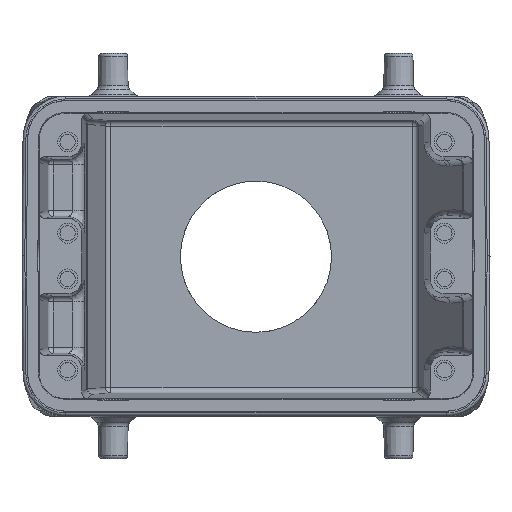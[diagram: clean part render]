
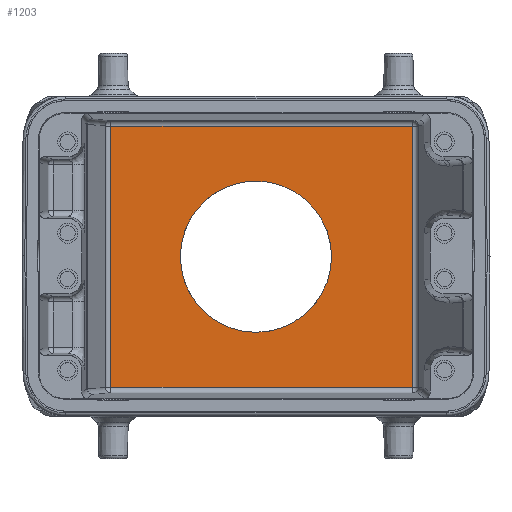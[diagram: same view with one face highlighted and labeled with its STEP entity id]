
A CAD part, top view. The second image highlights one B-rep face of the part: STEP entity #1203.
In plain terms, the highlighted planar face has unit normal (0, 0, 1).
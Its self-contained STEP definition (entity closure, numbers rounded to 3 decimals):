
#84=FACE_BOUND('',#2415,.T.);
#85=FACE_BOUND('',#2416,.T.);
#363=PLANE('',#9457);
#1203=ADVANCED_FACE('',(#84,#85),#363,.T.);
#2415=EDGE_LOOP('',(#4831,#4832));
#2416=EDGE_LOOP('',(#4833,#4834,#4835,#4836));
#2657=CIRCLE('',#9306,13.25);
#2658=CIRCLE('',#9310,13.25);
#4831=ORIENTED_EDGE('',*,*,#7048,.F.);
#4832=ORIENTED_EDGE('',*,*,#7056,.F.);
#4833=ORIENTED_EDGE('',*,*,#7273,.F.);
#4834=ORIENTED_EDGE('',*,*,#7182,.F.);
#4835=ORIENTED_EDGE('',*,*,#7184,.T.);
#4836=ORIENTED_EDGE('',*,*,#7272,.T.);
#5933=VERTEX_POINT('',#15175);
#5936=VERTEX_POINT('',#15193);
#5991=VERTEX_POINT('',#15827);
#6030=VERTEX_POINT('',#16002);
#6031=VERTEX_POINT('',#16006);
#6075=VERTEX_POINT('',#16550);
#7048=EDGE_CURVE('',#5936,#5933,#2657,.T.);
#7056=EDGE_CURVE('',#5933,#5936,#2658,.T.);
#7182=EDGE_CURVE('',#6031,#6030,#8017,.T.);
#7184=EDGE_CURVE('',#6031,#5991,#8018,.T.);
#7272=EDGE_CURVE('',#5991,#6075,#8064,.T.);
#7273=EDGE_CURVE('',#6030,#6075,#8065,.T.);
#8017=LINE('',#16007,#8717);
#8018=LINE('',#16011,#8718);
#8064=LINE('',#16553,#8764);
#8065=LINE('',#16555,#8765);
#8717=VECTOR('',#11168,1.);
#8718=VECTOR('',#11175,1.);
#8764=VECTOR('',#11345,1.);
#8765=VECTOR('',#11348,1.);
#9306=AXIS2_PLACEMENT_3D('',#15194,#10933,#10934);
#9310=AXIS2_PLACEMENT_3D('',#15252,#10943,#10944);
#9457=AXIS2_PLACEMENT_3D('',#16556,#11349,#11350);
#10933=DIRECTION('',(0.,0.,1.));
#10934=DIRECTION('',(1.,0.,0.));
#10943=DIRECTION('',(0.,0.,1.));
#10944=DIRECTION('',(1.,0.,0.));
#11168=DIRECTION('',(0.,1.,0.));
#11175=DIRECTION('',(1.,0.,0.));
#11345=DIRECTION('',(0.,1.,0.));
#11348=DIRECTION('',(1.,0.,0.));
#11349=DIRECTION('',(0.,0.,1.));
#11350=DIRECTION('',(1.,0.,0.));
#15175=CARTESIAN_POINT('',(13.25,0.,-74.86));
#15193=CARTESIAN_POINT('',(-13.25,0.,-74.86));
#15194=CARTESIAN_POINT('',(0.,0.,-74.86));
#15252=CARTESIAN_POINT('',(0.,0.,-74.86));
#15827=CARTESIAN_POINT('',(27.482,-22.891,-74.86));
#16002=CARTESIAN_POINT('',(-25.424,22.891,-74.86));
#16006=CARTESIAN_POINT('',(-25.424,-22.891,-74.86));
#16007=CARTESIAN_POINT('',(-25.424,-22.891,-74.86));
#16011=CARTESIAN_POINT('',(-25.424,-22.891,-74.86));
#16550=CARTESIAN_POINT('',(27.482,22.891,-74.86));
#16553=CARTESIAN_POINT('',(27.482,-22.891,-74.86));
#16555=CARTESIAN_POINT('',(-25.424,22.891,-74.86));
#16556=CARTESIAN_POINT('',(-30.759,-28.,-74.86));
